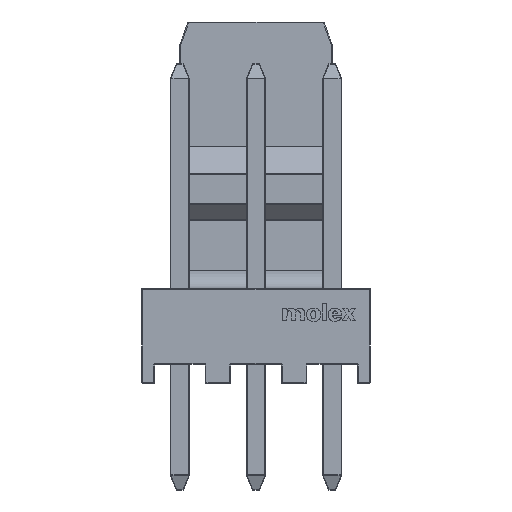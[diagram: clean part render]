
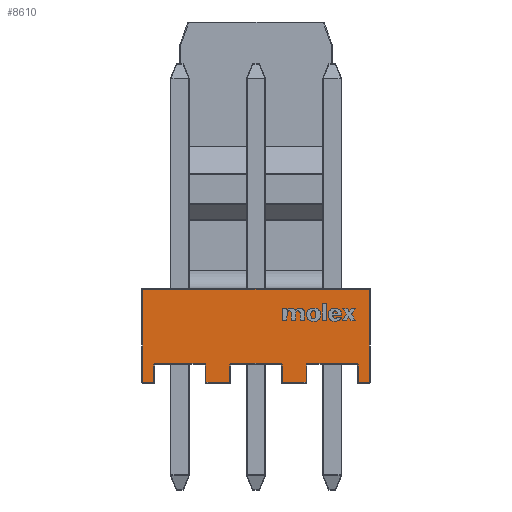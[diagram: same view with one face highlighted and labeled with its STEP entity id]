
A CAD part, front view. The second image highlights one B-rep face of the part: STEP entity #8610.
In plain terms, the highlighted face is planar.
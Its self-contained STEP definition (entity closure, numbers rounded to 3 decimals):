
#386=PLANE('',#9636);
#712=LINE('',#13790,#1354);
#716=LINE('',#13816,#1358);
#719=LINE('',#13868,#1361);
#721=LINE('',#13878,#1363);
#725=LINE('',#13903,#1367);
#730=LINE('',#13936,#1372);
#734=LINE('',#13968,#1376);
#740=LINE('',#14022,#1382);
#745=LINE('',#14029,#1387);
#746=LINE('',#14031,#1388);
#753=LINE('',#14041,#1395);
#757=LINE('',#14048,#1399);
#764=LINE('',#14059,#1406);
#767=LINE('',#14064,#1409);
#772=LINE('',#14073,#1414);
#778=LINE('',#14083,#1420);
#1354=VECTOR('',#11258,10.);
#1358=VECTOR('',#11290,10.);
#1361=VECTOR('',#11311,10.);
#1363=VECTOR('',#11323,10.);
#1367=VECTOR('',#11355,10.);
#1372=VECTOR('',#11396,10.);
#1376=VECTOR('',#11436,10.);
#1382=VECTOR('',#11504,10.);
#1387=VECTOR('',#11513,10.);
#1388=VECTOR('',#11516,10.);
#1395=VECTOR('',#11529,10.);
#1399=VECTOR('',#11539,10.);
#1406=VECTOR('',#11554,10.);
#1409=VECTOR('',#11561,10.);
#1414=VECTOR('',#11574,10.);
#1420=VECTOR('',#11588,10.);
#2292=FACE_OUTER_BOUND('',#2871,.T.);
#2871=EDGE_LOOP('',(#6941,#6942,#6943,#6944,#6945,#6946,#6947,#6948,#6949,
#6950,#6951,#6952,#6953,#6954,#6955,#6956,#6957,#6958,#6959,#6960,#6961,
#6962));
#3383=CIRCLE('',#9439,0.06);
#3395=CIRCLE('',#9456,0.06);
#3421=CIRCLE('',#9498,0.06);
#3433=CIRCLE('',#9516,0.06);
#3455=CIRCLE('',#9550,0.06);
#3465=CIRCLE('',#9565,0.06);
#3906=VERTEX_POINT('',#13752);
#3907=VERTEX_POINT('',#13753);
#3912=VERTEX_POINT('',#13769);
#3916=VERTEX_POINT('',#13780);
#3917=VERTEX_POINT('',#13781);
#3922=VERTEX_POINT('',#13801);
#3925=VERTEX_POINT('',#13808);
#3931=VERTEX_POINT('',#13864);
#3932=VERTEX_POINT('',#13871);
#3937=VERTEX_POINT('',#13890);
#3938=VERTEX_POINT('',#13894);
#3939=VERTEX_POINT('',#13895);
#3945=VERTEX_POINT('',#13919);
#3948=VERTEX_POINT('',#13926);
#3949=VERTEX_POINT('',#13927);
#3956=VERTEX_POINT('',#13953);
#3959=VERTEX_POINT('',#13960);
#3966=VERTEX_POINT('',#13987);
#3967=VERTEX_POINT('',#13988);
#3972=VERTEX_POINT('',#13999);
#3975=VERTEX_POINT('',#14013);
#3976=VERTEX_POINT('',#14014);
#4854=EDGE_CURVE('',#3906,#3907,#3383,.T.);
#4867=EDGE_CURVE('',#3916,#3917,#3395,.T.);
#4872=EDGE_CURVE('',#3917,#3906,#712,.T.);
#4885=EDGE_CURVE('',#3925,#3916,#716,.T.);
#4895=EDGE_CURVE('',#3922,#3931,#719,.T.);
#4900=EDGE_CURVE('',#3932,#3925,#721,.T.);
#4909=EDGE_CURVE('',#3938,#3939,#3421,.T.);
#4913=EDGE_CURVE('',#3939,#3932,#725,.T.);
#4925=EDGE_CURVE('',#3948,#3949,#3433,.T.);
#4930=EDGE_CURVE('',#3949,#3938,#730,.T.);
#4946=EDGE_CURVE('',#3959,#3948,#734,.T.);
#4956=EDGE_CURVE('',#3966,#3967,#3455,.T.);
#4968=EDGE_CURVE('',#3975,#3976,#3465,.T.);
#4972=EDGE_CURVE('',#3976,#3972,#740,.T.);
#4977=EDGE_CURVE('',#3967,#3975,#745,.T.);
#4978=EDGE_CURVE('',#3972,#3959,#746,.T.);
#4985=EDGE_CURVE('',#3956,#3966,#753,.T.);
#4989=EDGE_CURVE('',#3945,#3956,#757,.T.);
#4996=EDGE_CURVE('',#3937,#3945,#764,.T.);
#4999=EDGE_CURVE('',#3931,#3937,#767,.T.);
#5004=EDGE_CURVE('',#3912,#3922,#772,.T.);
#5010=EDGE_CURVE('',#3907,#3912,#778,.T.);
#6941=ORIENTED_EDGE('',*,*,#4968,.F.);
#6942=ORIENTED_EDGE('',*,*,#4977,.F.);
#6943=ORIENTED_EDGE('',*,*,#4956,.F.);
#6944=ORIENTED_EDGE('',*,*,#4985,.F.);
#6945=ORIENTED_EDGE('',*,*,#4989,.F.);
#6946=ORIENTED_EDGE('',*,*,#4996,.F.);
#6947=ORIENTED_EDGE('',*,*,#4999,.F.);
#6948=ORIENTED_EDGE('',*,*,#4895,.F.);
#6949=ORIENTED_EDGE('',*,*,#5004,.F.);
#6950=ORIENTED_EDGE('',*,*,#5010,.F.);
#6951=ORIENTED_EDGE('',*,*,#4854,.F.);
#6952=ORIENTED_EDGE('',*,*,#4872,.F.);
#6953=ORIENTED_EDGE('',*,*,#4867,.F.);
#6954=ORIENTED_EDGE('',*,*,#4885,.F.);
#6955=ORIENTED_EDGE('',*,*,#4900,.F.);
#6956=ORIENTED_EDGE('',*,*,#4913,.F.);
#6957=ORIENTED_EDGE('',*,*,#4909,.F.);
#6958=ORIENTED_EDGE('',*,*,#4930,.F.);
#6959=ORIENTED_EDGE('',*,*,#4925,.F.);
#6960=ORIENTED_EDGE('',*,*,#4946,.F.);
#6961=ORIENTED_EDGE('',*,*,#4978,.F.);
#6962=ORIENTED_EDGE('',*,*,#4972,.F.);
#8610=ADVANCED_FACE('',(#2292),#386,.T.);
#9439=AXIS2_PLACEMENT_3D('',#13754,#11212,#11213);
#9456=AXIS2_PLACEMENT_3D('',#13782,#11247,#11248);
#9498=AXIS2_PLACEMENT_3D('',#13896,#11345,#11346);
#9516=AXIS2_PLACEMENT_3D('',#13928,#11385,#11386);
#9550=AXIS2_PLACEMENT_3D('',#13989,#11462,#11463);
#9565=AXIS2_PLACEMENT_3D('',#14015,#11494,#11495);
#9636=AXIS2_PLACEMENT_3D('',#14241,#11703,#11704);
#11212=DIRECTION('center_axis',(0.,0.,1.));
#11213=DIRECTION('ref_axis',(-0.707,0.707,0.));
#11247=DIRECTION('center_axis',(0.,0.,1.));
#11248=DIRECTION('ref_axis',(0.707,0.707,0.));
#11258=DIRECTION('',(-1.,0.,0.));
#11290=DIRECTION('',(0.,1.,0.));
#11311=DIRECTION('',(0.,1.,0.));
#11323=DIRECTION('',(-1.,0.,0.));
#11345=DIRECTION('center_axis',(0.,0.,1.));
#11346=DIRECTION('ref_axis',(-0.707,0.707,0.));
#11355=DIRECTION('',(0.,-1.,0.));
#11385=DIRECTION('center_axis',(0.,0.,1.));
#11386=DIRECTION('ref_axis',(0.707,0.707,0.));
#11396=DIRECTION('',(-1.,0.,0.));
#11436=DIRECTION('',(0.,1.,0.));
#11462=DIRECTION('center_axis',(0.,0.,1.));
#11463=DIRECTION('ref_axis',(0.707,0.707,0.));
#11494=DIRECTION('center_axis',(0.,0.,1.));
#11495=DIRECTION('ref_axis',(-0.707,0.707,0.));
#11504=DIRECTION('',(0.,-1.,0.));
#11513=DIRECTION('',(-1.,0.,0.));
#11516=DIRECTION('',(-1.,0.,0.));
#11529=DIRECTION('',(0.,1.,0.));
#11539=DIRECTION('',(-1.,0.,0.));
#11554=DIRECTION('',(0.,-1.,0.));
#11561=DIRECTION('',(1.,0.,0.));
#11574=DIRECTION('',(-1.,0.,0.));
#11588=DIRECTION('',(0.,-1.,0.));
#11703=DIRECTION('center_axis',(0.,0.,1.));
#11704=DIRECTION('ref_axis',(0.,-1.,0.));
#13752=CARTESIAN_POINT('',(-3.35,-0.91,2.9));
#13753=CARTESIAN_POINT('',(-3.41,-0.97,2.9));
#13754=CARTESIAN_POINT('Origin',(-3.35,-0.97,2.9));
#13769=CARTESIAN_POINT('',(-3.41,-1.55,2.9));
#13780=CARTESIAN_POINT('',(-1.67,-0.97,2.9));
#13781=CARTESIAN_POINT('',(-1.73,-0.91,2.9));
#13782=CARTESIAN_POINT('Origin',(-1.73,-0.97,2.9));
#13790=CARTESIAN_POINT('',(-2.755,-0.91,2.9));
#13801=CARTESIAN_POINT('',(-3.78,-1.55,2.9));
#13808=CARTESIAN_POINT('',(-1.67,-1.55,2.9));
#13816=CARTESIAN_POINT('',(-1.67,0.,2.9));
#13864=CARTESIAN_POINT('',(-3.78,1.55,2.9));
#13868=CARTESIAN_POINT('',(-3.78,0.79,2.9));
#13871=CARTESIAN_POINT('',(-0.87,-1.55,2.9));
#13878=CARTESIAN_POINT('',(-3.81,-1.55,2.9));
#13890=CARTESIAN_POINT('',(3.78,1.55,2.9));
#13894=CARTESIAN_POINT('',(-0.81,-0.91,2.9));
#13895=CARTESIAN_POINT('',(-0.87,-0.97,2.9));
#13896=CARTESIAN_POINT('Origin',(-0.81,-0.97,2.9));
#13903=CARTESIAN_POINT('',(-0.87,0.32,2.9));
#13919=CARTESIAN_POINT('',(3.78,-1.55,2.9));
#13926=CARTESIAN_POINT('',(0.87,-0.97,2.9));
#13927=CARTESIAN_POINT('',(0.81,-0.91,2.9));
#13928=CARTESIAN_POINT('Origin',(0.81,-0.97,2.9));
#13936=CARTESIAN_POINT('',(-1.485,-0.91,2.9));
#13953=CARTESIAN_POINT('',(3.41,-1.55,2.9));
#13960=CARTESIAN_POINT('',(0.87,-1.55,2.9));
#13968=CARTESIAN_POINT('',(0.87,0.,2.9));
#13987=CARTESIAN_POINT('',(3.41,-0.97,2.9));
#13988=CARTESIAN_POINT('',(3.35,-0.91,2.9));
#13989=CARTESIAN_POINT('Origin',(3.35,-0.97,2.9));
#13999=CARTESIAN_POINT('',(1.67,-1.55,2.9));
#14013=CARTESIAN_POINT('',(1.73,-0.91,2.9));
#14014=CARTESIAN_POINT('',(1.67,-0.97,2.9));
#14015=CARTESIAN_POINT('Origin',(1.73,-0.97,2.9));
#14022=CARTESIAN_POINT('',(1.67,0.32,2.9));
#14029=CARTESIAN_POINT('',(-0.215,-0.91,2.9));
#14031=CARTESIAN_POINT('',(-3.81,-1.55,2.9));
#14041=CARTESIAN_POINT('',(3.41,0.,2.9));
#14048=CARTESIAN_POINT('',(-3.81,-1.55,2.9));
#14059=CARTESIAN_POINT('',(3.78,0.79,2.9));
#14064=CARTESIAN_POINT('',(-3.81,1.55,2.9));
#14073=CARTESIAN_POINT('',(-3.81,-1.55,2.9));
#14083=CARTESIAN_POINT('',(-3.41,0.32,2.9));
#14241=CARTESIAN_POINT('Origin',(-3.81,1.58,2.9));
